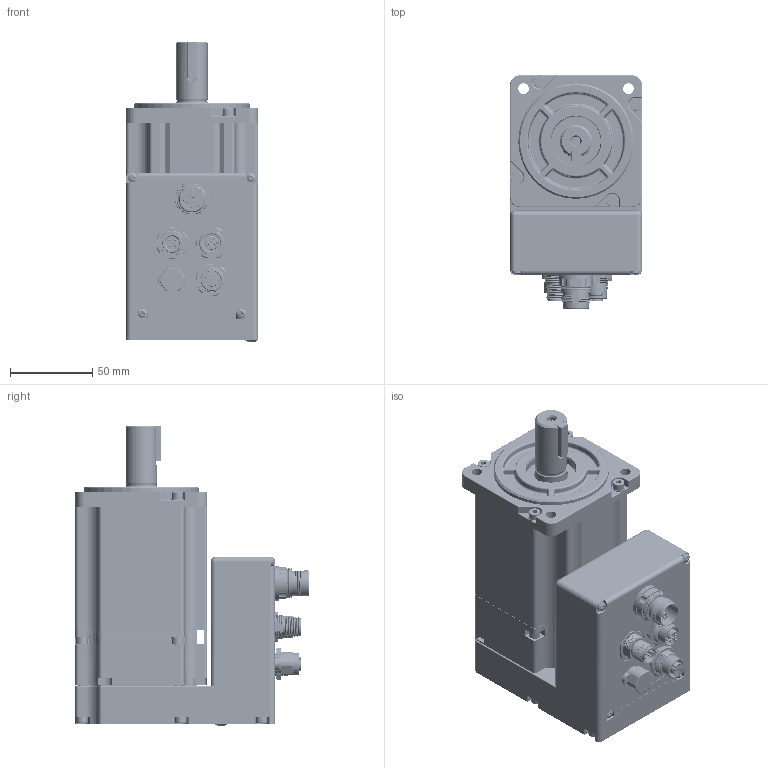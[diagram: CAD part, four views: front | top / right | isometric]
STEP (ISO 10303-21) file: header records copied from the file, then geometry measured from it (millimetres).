
FILE_DESCRIPTION (( 'STEP AP203' ), '1' );
FILE_NAME ('MDX+80-550W Fraba IP65 RC.STEP', '2023-01-04T06:57:25', ( '' ), ( '' ), 'SwSTEP 2.0', 'SolidWorks 2015', '' );
FILE_SCHEMA (( 'CONFIG_CONTROL_DESIGN' ));
Products named in the file (1): MDX+80-550W Fraba IP65 RC
Bounding box: 80.15 x 141.67 x 182.36 mm (x, y, z)
Surface area: 115072.2 mm2 (no closed solid volume)
Topology: 0 solids, 61 shells, 2884 faces, 7316 edges, 4910 vertices
Faces by surface type: cylinder 1562, plane 940, bspline 162, cone 95, torus 87, sphere 38
Entity records: 116299 total; most frequent: CARTESIAN_POINT 46536, DIRECTION 15374, ORIENTED_EDGE 13215, EDGE_CURVE 7287, AXIS2_PLACEMENT_3D 6259, VERTEX_POINT 4910, CIRCLE 3536, EDGE_LOOP 3516
